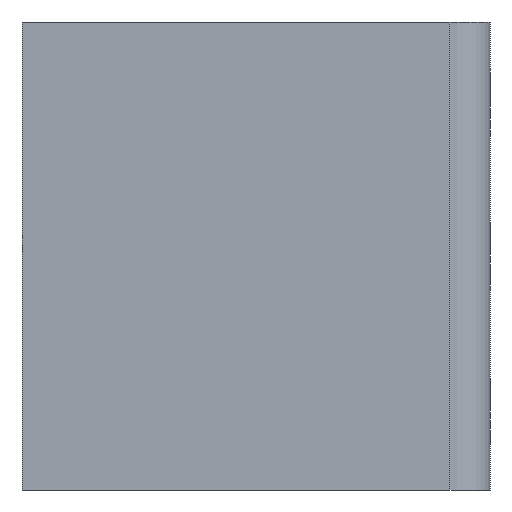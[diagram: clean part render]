
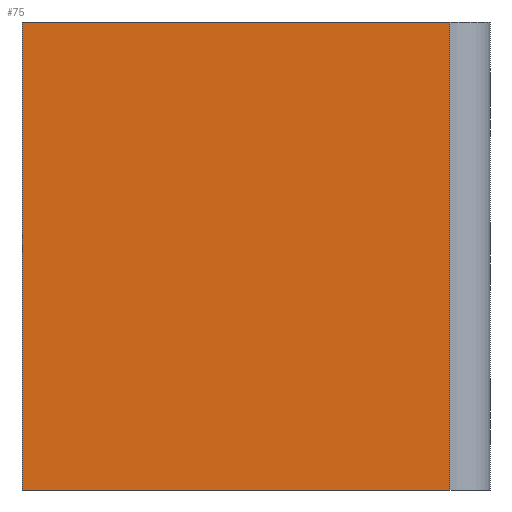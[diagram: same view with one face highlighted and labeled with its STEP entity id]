
A CAD part, left-side view. The second image highlights one B-rep face of the part: STEP entity #75.
In plain terms, the highlighted planar face has unit normal (-1, 0, 0).
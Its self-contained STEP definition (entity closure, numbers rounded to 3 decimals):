
#75 = ADVANCED_FACE( '', ( #171 ), #172, .F. );
#171 = FACE_OUTER_BOUND( '', #262, .T. );
#172 = PLANE( '', #263 );
#262 = EDGE_LOOP( '', ( #414, #415, #416, #417 ) );
#263 = AXIS2_PLACEMENT_3D( '', #418, #419, #420 );
#414 = ORIENTED_EDGE( '', *, *, #489, .T. );
#415 = ORIENTED_EDGE( '', *, *, #487, .F. );
#416 = ORIENTED_EDGE( '', *, *, #463, .F. );
#417 = ORIENTED_EDGE( '', *, *, #479, .T. );
#418 = CARTESIAN_POINT( '', ( 0., 70., 35. ) );
#419 = DIRECTION( '', ( 1., 0., 0. ) );
#420 = DIRECTION( '', ( 0., 0., -1. ) );
#463 = EDGE_CURVE( '', #546, #547, #548, .T. );
#479 = EDGE_CURVE( '', #546, #571, #573, .T. );
#487 = EDGE_CURVE( '', #547, #580, #582, .T. );
#489 = EDGE_CURVE( '', #571, #580, #584, .T. );
#546 = VERTEX_POINT( '', #652 );
#547 = VERTEX_POINT( '', #653 );
#548 = LINE( '', #654, #655 );
#571 = VERTEX_POINT( '', #682 );
#573 = LINE( '', #685, #686 );
#580 = VERTEX_POINT( '', #693 );
#582 = LINE( '', #695, #696 );
#584 = LINE( '', #698, #699 );
#652 = CARTESIAN_POINT( '', ( 0., 70., 35. ) );
#653 = CARTESIAN_POINT( '', ( 0., 6., 35. ) );
#654 = CARTESIAN_POINT( '', ( 0., 70., 35. ) );
#655 = VECTOR( '', #751, 1000. );
#682 = CARTESIAN_POINT( '', ( 0., 70., -35. ) );
#685 = CARTESIAN_POINT( '', ( 0., 70., 35. ) );
#686 = VECTOR( '', #781, 1000. );
#693 = CARTESIAN_POINT( '', ( 0., 6., -35. ) );
#695 = CARTESIAN_POINT( '', ( 0., 6., 35. ) );
#696 = VECTOR( '', #788, 1000. );
#698 = CARTESIAN_POINT( '', ( 0., 70., -35. ) );
#699 = VECTOR( '', #789, 1000. );
#751 = DIRECTION( '', ( 0., -1., 0. ) );
#781 = DIRECTION( '', ( 0., 0., -1. ) );
#788 = DIRECTION( '', ( 0., 0., -1. ) );
#789 = DIRECTION( '', ( 0., -1., 0. ) );
